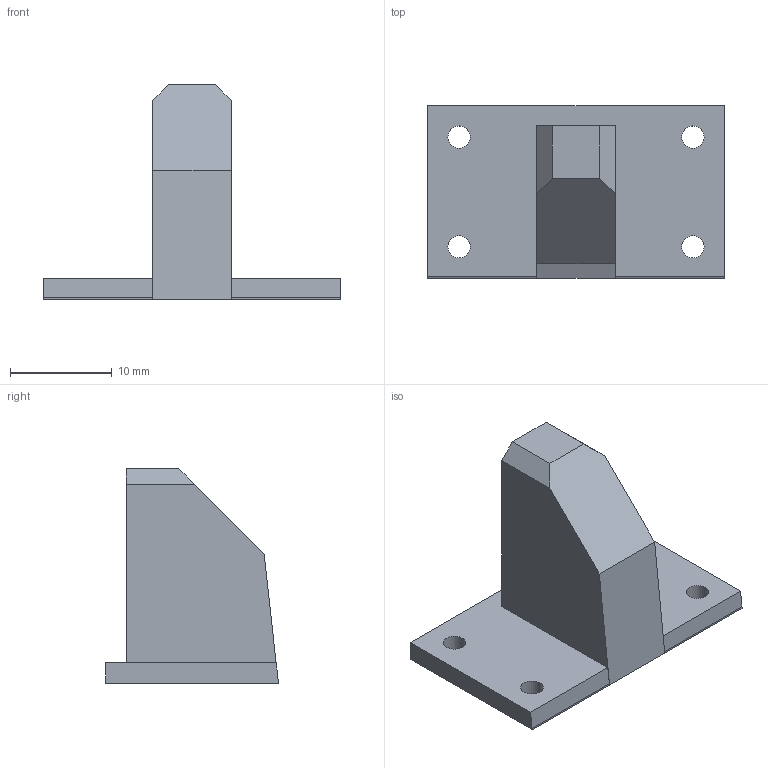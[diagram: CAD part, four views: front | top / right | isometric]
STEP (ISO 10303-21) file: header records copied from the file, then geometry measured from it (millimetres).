
FILE_DESCRIPTION(('FreeCAD Model'),'2;1');
FILE_NAME('Open CASCADE Shape Model','2025-07-10T17:50:00',(''),(''), 'Open CASCADE STEP processor 7.8','FreeCAD','Unknown');
FILE_SCHEMA(('AUTOMOTIVE_DESIGN { 1 0 10303 214 1 1 1 1 }'));
Length unit declared in the file: millimetre
Products named in the file (1): Stem
Bounding box: 29.24 x 17 x 21.1 mm (x, y, z)
Volume: 1824.8 mm3; surface area: 2429.5 mm2
Topology: 1 solids, 1 shells, 35 faces, 93 edges, 62 vertices
Faces by surface type: plane 29, cylinder 6
Full cylindrical faces by diameter (mm): 1.85 x1, 2.2 x4, 5.1 x1
Entity records: 1125 total; most frequent: CARTESIAN_POINT 191, ORIENTED_EDGE 186, DIRECTION 181, EDGE_CURVE 93, LINE 77, VECTOR 77, VERTEX_POINT 62, AXIS2_PLACEMENT_3D 52
